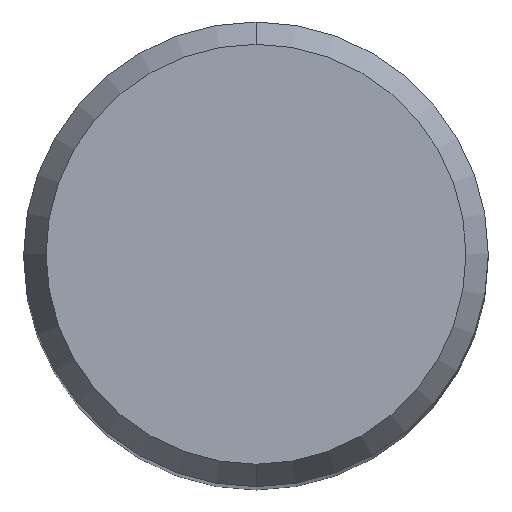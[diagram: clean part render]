
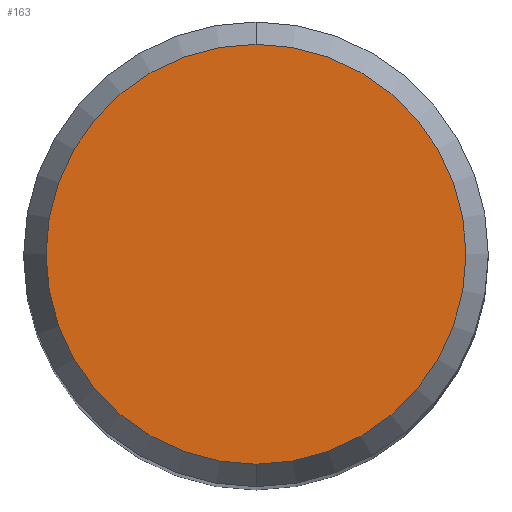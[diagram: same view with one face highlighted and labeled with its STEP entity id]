
A CAD part, top view. The second image highlights one B-rep face of the part: STEP entity #163.
In plain terms, the highlighted planar face has unit normal (0, 0, 1).
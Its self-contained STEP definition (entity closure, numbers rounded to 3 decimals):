
#113=EDGE_CURVE('',#191,#121,#265,.T.);
#121=VERTEX_POINT('',#274);
#163=ADVANCED_FACE('',(#319),#320,.T.);
#185=EDGE_CURVE('',#121,#191,#344,.T.);
#191=VERTEX_POINT('',#351);
#265=CIRCLE('',#432,4.304);
#274=CARTESIAN_POINT('',(0.,-4.304,0.0));
#319=FACE_OUTER_BOUND('',#500,.T.);
#320=PLANE('',#501);
#344=CIRCLE('',#536,4.304);
#351=CARTESIAN_POINT('',(0.0,4.304,0.0));
#432=AXIS2_PLACEMENT_3D('',#612,#613,#614);
#500=EDGE_LOOP('',(#667,#668));
#501=AXIS2_PLACEMENT_3D('',#669,#670,#671);
#536=AXIS2_PLACEMENT_3D('',#706,#707,#708);
#612=CARTESIAN_POINT('',(0.0,0.0,0.0));
#613=DIRECTION('',(0.0,0.0,-1.0));
#614=DIRECTION('',(0.0,1.0,0.0));
#667=ORIENTED_EDGE('',*,*,#113,.F.);
#668=ORIENTED_EDGE('',*,*,#185,.F.);
#669=CARTESIAN_POINT('',(0.0,2.152,0.0));
#670=DIRECTION('',(-0.0,0.0,1.0));
#671=DIRECTION('',(0.0,-1.0,0.0));
#706=CARTESIAN_POINT('',(0.0,0.0,0.0));
#707=DIRECTION('',(0.0,0.0,-1.0));
#708=DIRECTION('',(0.0,1.0,0.0));
